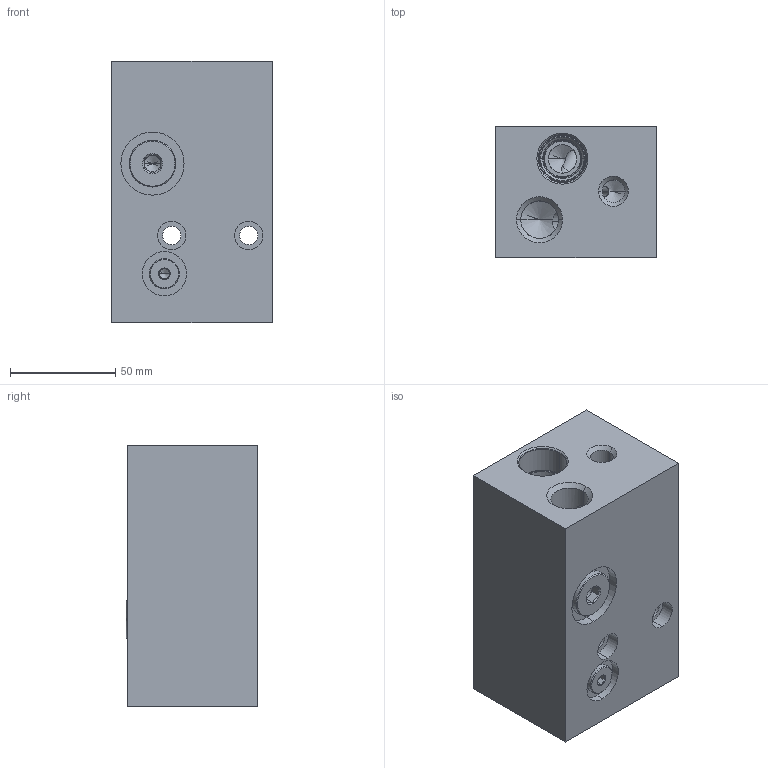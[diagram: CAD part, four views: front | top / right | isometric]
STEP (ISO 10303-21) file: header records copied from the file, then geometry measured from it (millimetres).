
FILE_DESCRIPTION((''),'2;1');
FILE_NAME('U2P_ASM','2022-05-10T',('ProEService'),(''),'PRO/ENGINEER BY PARAMETRIC TECHNOLOGY CORPORATION, 2014200','PRO/ENGINEER BY PARAMETRIC TECHNOLOGY CORPORATION, 2014200','');
FILE_SCHEMA(('CONFIG_CONTROL_DESIGN'));
Length unit declared in the file: inch
Products named in the file (6): 171-028-001; 500-001-113; 850-004-218; A330-006-008; A330-006-004; U2P_ASM
Assembly tree (5 placements, depth 2):
  U2P_ASM
    171-028-001
    500-001-113
    850-004-218
    A330-006-008
    A330-006-004
Bounding box: 76.2 x 62.38 x 123.83 mm (x, y, z)
Volume: 473507.8 mm3; surface area: 76655.7 mm2
Topology: 5 solids, 6 shells, 288 faces, 1047 edges, 921 vertices
Faces by surface type: cylinder 108, cone 96, plane 48, torus 20, sphere 12, revolution 4
Entity records: 13345 total; most frequent: CARTESIAN_POINT 4769, DIRECTION 1811, ORIENTED_EDGE 1398, EDGE_CURVE 699, AXIS2_PLACEMENT_3D 623, VECTOR 561, LINE 561, VERTEX_POINT 426
